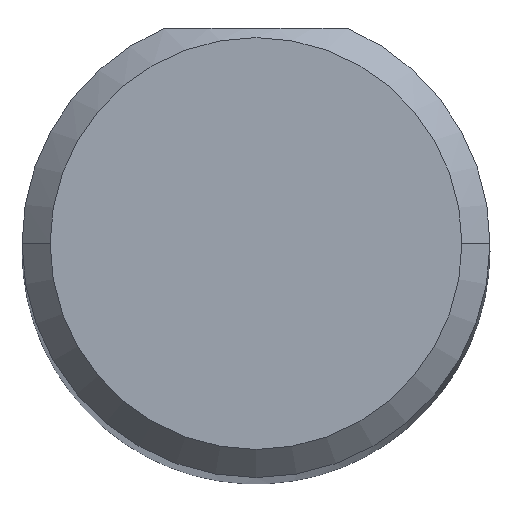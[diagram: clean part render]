
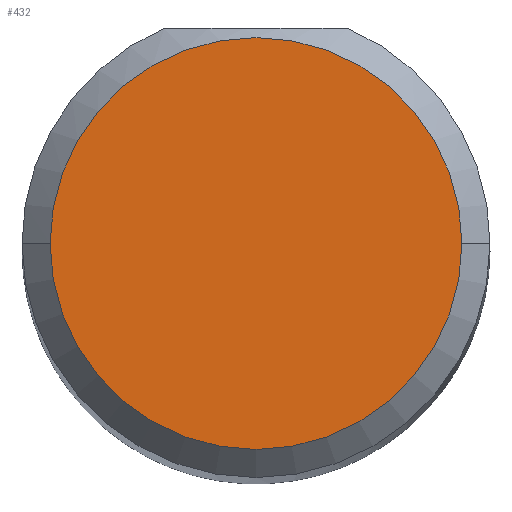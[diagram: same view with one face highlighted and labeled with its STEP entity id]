
A CAD part, top view. The second image highlights one B-rep face of the part: STEP entity #432.
In plain terms, the highlighted planar face has unit normal (0, 0, 1).
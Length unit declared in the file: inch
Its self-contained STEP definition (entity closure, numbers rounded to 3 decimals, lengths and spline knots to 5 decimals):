
#25 = PLANE ( 'NONE',  #44 ) ;
#36 = DIRECTION ( 'NONE',  ( 0., 0., 1. ) ) ;
#44 = AXIS2_PLACEMENT_3D ( 'NONE', #173, #36, #585 ) ;
#52 = VERTEX_POINT ( 'NONE', #369 ) ;
#65 = CIRCLE ( 'NONE', #176, 0.11 ) ;
#72 = DIRECTION ( 'NONE',  ( 0., 0., 1. ) ) ;
#84 = VERTEX_POINT ( 'NONE', #387 ) ;
#157 = AXIS2_PLACEMENT_3D ( 'NONE', #322, #424, #179 ) ;
#173 = CARTESIAN_POINT ( 'NONE',  ( 0., 0., 2.5 ) ) ;
#176 = AXIS2_PLACEMENT_3D ( 'NONE', #525, #72, #417 ) ;
#179 = DIRECTION ( 'NONE',  ( 1., 0., 0. ) ) ;
#241 = CIRCLE ( 'NONE', #157, 0.11 ) ;
#292 = EDGE_LOOP ( 'NONE', ( #559, #320 ) ) ;
#310 = EDGE_CURVE ( 'NONE', #84, #52, #65, .T. ) ;
#320 = ORIENTED_EDGE ( 'NONE', *, *, #532, .T. ) ;
#322 = CARTESIAN_POINT ( 'NONE',  ( 0., 0., 2.5 ) ) ;
#369 = CARTESIAN_POINT ( 'NONE',  ( 0.11, 0., 2.5 ) ) ;
#387 = CARTESIAN_POINT ( 'NONE',  ( -0.11, 0., 2.5 ) ) ;
#417 = DIRECTION ( 'NONE',  ( 1., 0., 0. ) ) ;
#424 = DIRECTION ( 'NONE',  ( 0., 0., 1. ) ) ;
#432 = ADVANCED_FACE ( 'NONE', ( #576 ), #25, .T. ) ;
#525 = CARTESIAN_POINT ( 'NONE',  ( 0., 0., 2.5 ) ) ;
#532 = EDGE_CURVE ( 'NONE', #52, #84, #241, .T. ) ;
#559 = ORIENTED_EDGE ( 'NONE', *, *, #310, .T. ) ;
#576 = FACE_OUTER_BOUND ( 'NONE', #292, .T. ) ;
#585 = DIRECTION ( 'NONE',  ( 1., 0., 0. ) ) ;
